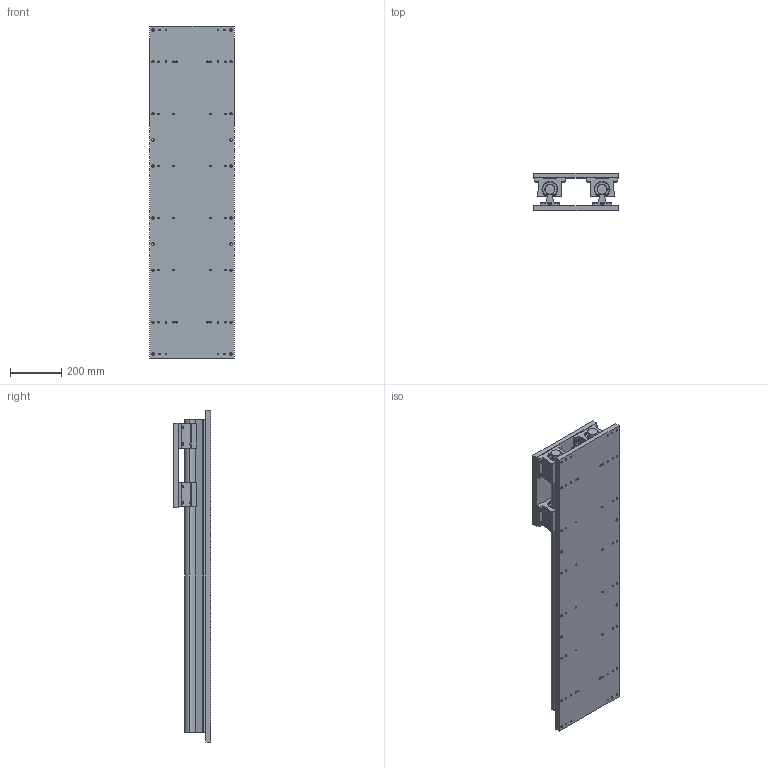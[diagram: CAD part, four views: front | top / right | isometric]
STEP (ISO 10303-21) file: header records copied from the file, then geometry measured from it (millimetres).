
FILE_DESCRIPTION (( 'STEP AP214' ), '1' );
FILE_NAME ('LinearSlide2_322BE27721.step', '2022-08-22T22:41:25', ( '' ), ( '' ), 'SwSTEP 2.0', 'SolidWorks 2019', '' );
FILE_SCHEMA (( 'AUTOMOTIVE_DESIGN' ));
Length unit declared in the file: inch
Products named in the file (5): Ka3tRrlXF5_CADModel_1; LinearSlide2_322BE27721; Ka3tRrlXF5_CADModel_0
Assembly tree (2 placements, depth 2):
  LinearSlide2_322BE27721
    Ka3tRrlXF5_CADModel_1
    Ka3tRrlXF5_CADModel_0
  Ka3tRrlXF5_CADModel_0
  Ka3tRrlXF5_CADModel_1
Bounding box: 330.2 x 146.05 x 1295.4 mm (x, y, z)
Volume: 18325395.9 mm3; surface area: 2627134.1 mm2
Topology: 90 solids, 90 shells, 2659 faces, 6396 edges, 3916 vertices
Faces by surface type: plane 1029, cylinder 918, cone 552, torus 96, sphere 48, bspline 16
Entity records: 116643 total; most frequent: CARTESIAN_POINT 17749, DIRECTION 13882, ORIENTED_EDGE 12584, EDGE_CURVE 6292, AXIS2_PLACEMENT_3D 5385, VERTEX_POINT 3916, LINE 3112, VECTOR 3112
